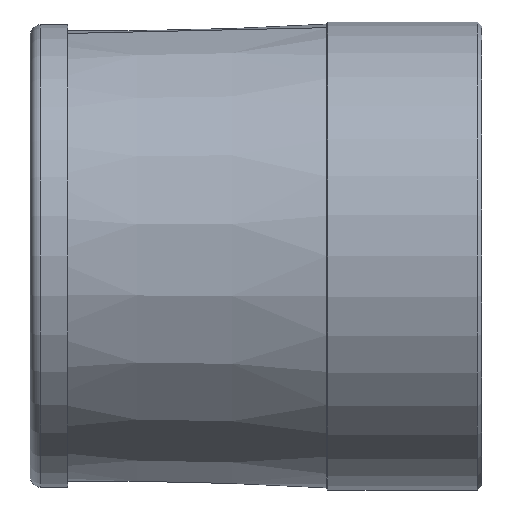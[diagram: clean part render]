
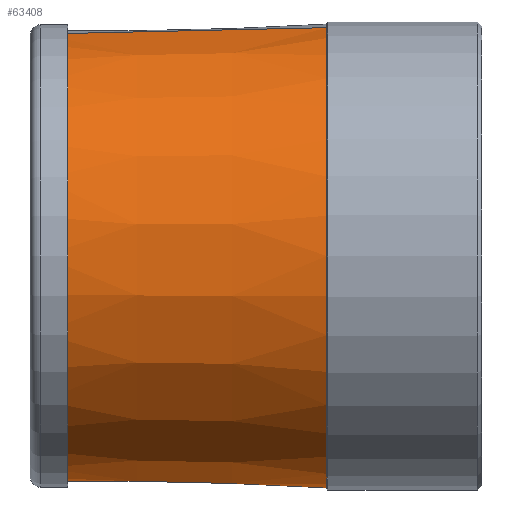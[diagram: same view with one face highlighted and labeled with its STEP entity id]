
A CAD part, left-side view. The second image highlights one B-rep face of the part: STEP entity #63408.
In plain terms, the highlighted conical face has half-angle 1.3 degrees and reference radius 43.08 mm.
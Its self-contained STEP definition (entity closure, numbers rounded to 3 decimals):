
#1704 = VERTEX_POINT ( 'NONE', #44378 ) ;
#3705 = CONICAL_SURFACE ( 'NONE', #4894, 43.08, 0.023 ) ;
#4557 = EDGE_CURVE ( 'NONE', #1704, #66787, #17776, .T. ) ;
#4894 = AXIS2_PLACEMENT_3D ( 'NONE', #46223, #34619, #58166 ) ;
#5012 = AXIS2_PLACEMENT_3D ( 'NONE', #6688, #51594, #53085 ) ;
#5379 = VECTOR ( 'NONE', #57776, 1000. ) ;
#6688 = CARTESIAN_POINT ( 'NONE',  ( 0., 0., 0. ) ) ;
#7078 = ORIENTED_EDGE ( 'NONE', *, *, #4557, .T. ) ;
#7527 = EDGE_LOOP ( 'NONE', ( #51716, #7078, #69012, #24568 ) ) ;
#17208 = EDGE_CURVE ( 'NONE', #27116, #1704, #56647, .T. ) ;
#17776 = LINE ( 'NONE', #40566, #5379 ) ;
#17808 = FACE_OUTER_BOUND ( 'NONE', #7527, .T. ) ;
#18634 = DIRECTION ( 'NONE',  ( 0., 0., -1. ) ) ;
#24568 = ORIENTED_EDGE ( 'NONE', *, *, #65112, .F. ) ;
#24994 = CARTESIAN_POINT ( 'NONE',  ( 0., 0., 43.08 ) ) ;
#27116 = VERTEX_POINT ( 'NONE', #53331 ) ;
#30596 = CARTESIAN_POINT ( 'NONE',  ( 0., 52.872, 0. ) ) ;
#31368 = LINE ( 'NONE', #24994, #44060 ) ;
#33998 = CARTESIAN_POINT ( 'NONE',  ( 0., 0., 43.08 ) ) ;
#34619 = DIRECTION ( 'NONE',  ( 0., -1., 0. ) ) ;
#36535 = DIRECTION ( 'NONE',  ( 0., -1., 0. ) ) ;
#40566 = CARTESIAN_POINT ( 'NONE',  ( 0., 0., -43.08 ) ) ;
#40886 = CIRCLE ( 'NONE', #5012, 43.08 ) ;
#44060 = VECTOR ( 'NONE', #47076, 1000. ) ;
#44378 = CARTESIAN_POINT ( 'NONE',  ( 0., 52.872, -41.88 ) ) ;
#46223 = CARTESIAN_POINT ( 'NONE',  ( 0., 0., 0. ) ) ;
#47076 = DIRECTION ( 'NONE',  ( 0., -1., 0.023 ) ) ;
#51594 = DIRECTION ( 'NONE',  ( 0., 1., 0. ) ) ;
#51716 = ORIENTED_EDGE ( 'NONE', *, *, #17208, .T. ) ;
#51902 = VERTEX_POINT ( 'NONE', #33998 ) ;
#53085 = DIRECTION ( 'NONE',  ( 0., 0., 1. ) ) ;
#53331 = CARTESIAN_POINT ( 'NONE',  ( 0., 52.872, 41.88 ) ) ;
#55445 = CARTESIAN_POINT ( 'NONE',  ( 0., 0., -43.08 ) ) ;
#56647 = CIRCLE ( 'NONE', #72148, 41.88 ) ;
#57776 = DIRECTION ( 'NONE',  ( 0., -1., -0.023 ) ) ;
#58166 = DIRECTION ( 'NONE',  ( 0., 0., 1. ) ) ;
#63408 = ADVANCED_FACE ( 'NONE', ( #17808 ), #3705, .T. ) ;
#65112 = EDGE_CURVE ( 'NONE', #27116, #51902, #31368, .T. ) ;
#66787 = VERTEX_POINT ( 'NONE', #55445 ) ;
#67997 = EDGE_CURVE ( 'NONE', #66787, #51902, #40886, .T. ) ;
#69012 = ORIENTED_EDGE ( 'NONE', *, *, #67997, .T. ) ;
#72148 = AXIS2_PLACEMENT_3D ( 'NONE', #30596, #36535, #18634 ) ;
